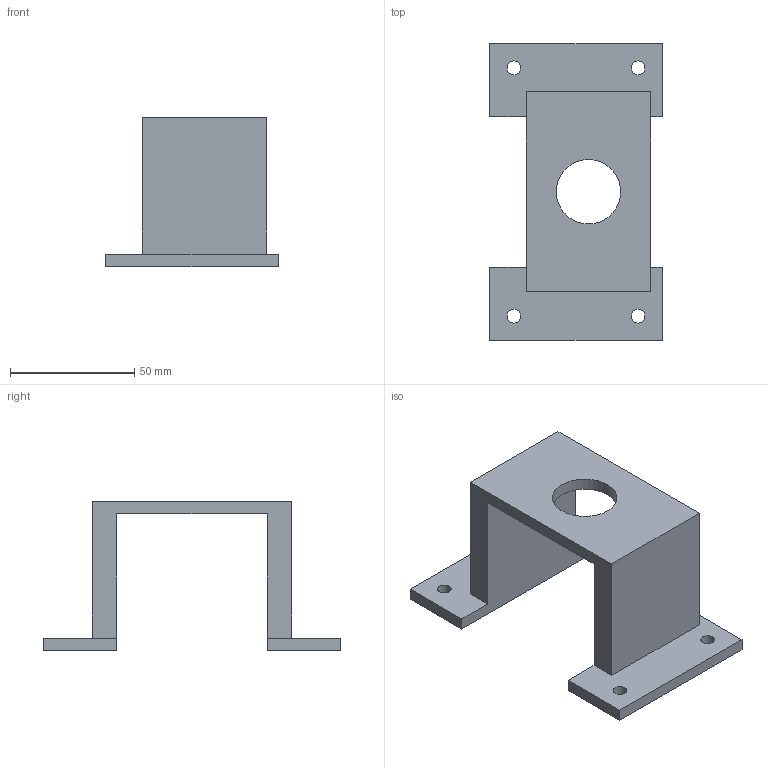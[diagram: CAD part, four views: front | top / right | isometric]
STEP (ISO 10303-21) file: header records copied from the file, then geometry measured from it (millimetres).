
FILE_DESCRIPTION(('FreeCAD Model'),'2;1');
FILE_NAME('Open CASCADE Shape Model','2026-01-29T18:13:09',(''),(''), 'Open CASCADE STEP processor 7.8','FreeCAD','Unknown');
FILE_SCHEMA(('AUTOMOTIVE_DESIGN { 1 0 10303 214 1 1 1 1 }'));
Length unit declared in the file: millimetre
Products named in the file (1): Top
Bounding box: 69.5 x 119.5 x 60 mm (x, y, z)
Volume: 87507.9 mm3; surface area: 29041.4 mm2
Topology: 1 solids, 1 shells, 23 faces, 67 edges, 46 vertices
Faces by surface type: plane 18, cylinder 5
Full cylindrical faces by diameter (mm): 5.5 x4, 25.95 x1
Entity records: 1700 total; most frequent: CARTESIAN_POINT 314, DIRECTION 255, LINE 172, VECTOR 172, ORIENTED_EDGE 134, PCURVE 134, DEFINITIONAL_REPRESENTATION 134, EDGE_CURVE 67
